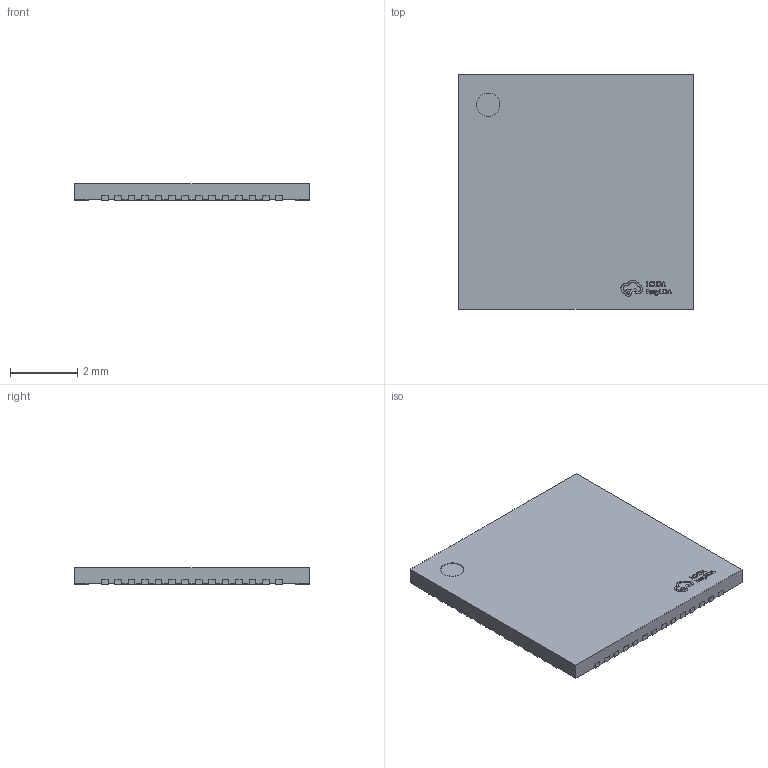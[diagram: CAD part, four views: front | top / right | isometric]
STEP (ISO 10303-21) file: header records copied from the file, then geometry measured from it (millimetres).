
FILE_DESCRIPTION (( 'STEP AP214' ), '1' );
FILE_NAME ('QFN-56_L7.0-W7.0-P0.40-TL-EP4.6.step', '2022-07-15T03:36:32', ( '' ), ( '' ), 'SwSTEP 2.0', 'SolidWorks 2020', '' );
FILE_SCHEMA (( 'AUTOMOTIVE_DESIGN' ));
Length unit declared in the file: millimetre
Products named in the file (1): QFN-56_L7.0-W7.0-P0.40-TL-EP4.6
Bounding box: 7.02 x 7.02 x 0.5 mm (x, y, z)
Volume: 24 mm3; surface area: 114.1 mm2
Topology: 14 solids, 14 shells, 655 faces, 1854 edges, 1236 vertices
Faces by surface type: plane 471, bspline 112, cylinder 72
Entity records: 29604 total; most frequent: CARTESIAN_POINT 5850, ORIENTED_EDGE 3708, DIRECTION 2858, EDGE_CURVE 1854, LINE 1482, VECTOR 1482, VERTEX_POINT 1236, AXIS2_PLACEMENT_3D 688
